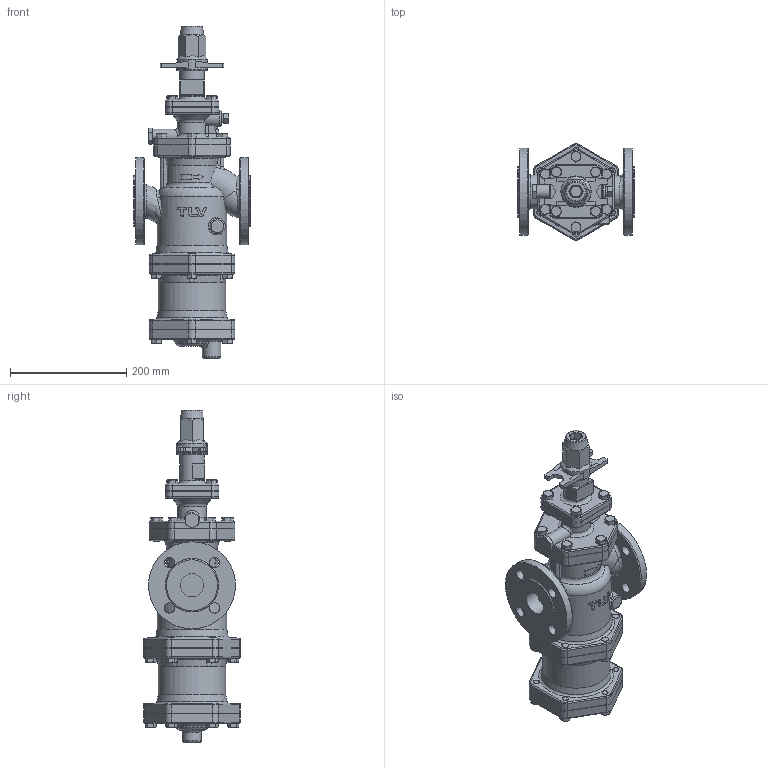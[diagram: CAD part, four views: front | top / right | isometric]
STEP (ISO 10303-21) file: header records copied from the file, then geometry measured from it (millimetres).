
FILE_DESCRIPTION(/* description */ (''),/* implementation_level */ '2;1');
FILE_NAME(/* name */ 'acs10-040-e0025-00.stp',/* time_stamp */ '2017-11-13T15:27:58+09:00',/* author */ ('nakaot'),/* organization */ (''),/* preprocessor_version */ 'ST-DEVELOPER v15.6',/* originating_system */ 'Autodesk Inventor 2015',/* authorisation */ '');
FILE_SCHEMA (('CONFIG_CONTROL_DESIGN'));
Length unit declared in the file: millimetre
Products named in the file (1): acs10-040-e0025-00
Bounding box: 200 x 166.02 x 572 mm (x, y, z)
Volume: 5525705.9 mm3; surface area: 423519.5 mm2
Topology: 1 solids, 1 shells, 848 faces, 2090 edges, 1310 vertices
Faces by surface type: plane 374, cylinder 249, torus 89, bspline 69, cone 55, sphere 12
Full cylindrical faces by diameter (mm): 10 x32, 12 x28, 17.475 x1, 18 x8, 24 x1, 28 x1, 32 x1, 40 x2, 42 x1, 52 x1, 80 x1, 88 x2, 100 x1, 116 x1, 120 x3, 150 x2
Entity records: 35832 total; most frequent: CARTESIAN_POINT 17221, ORIENTED_EDGE 3798, DIRECTION 3726, EDGE_CURVE 1899, AXIS2_PLACEMENT_3D 1475, VERTEX_POINT 1261, EDGE_LOOP 1116, FACE_OUTER_BOUND 848
